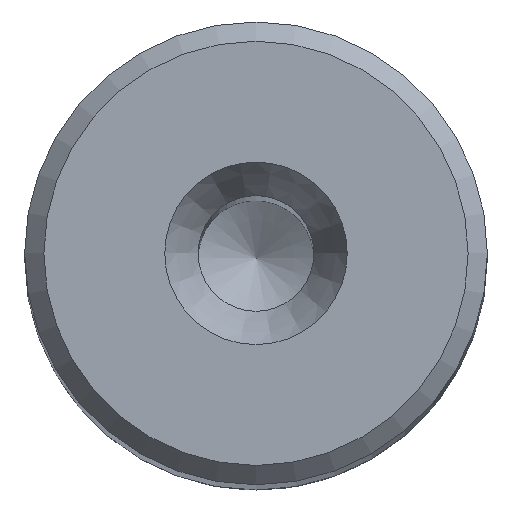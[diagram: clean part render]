
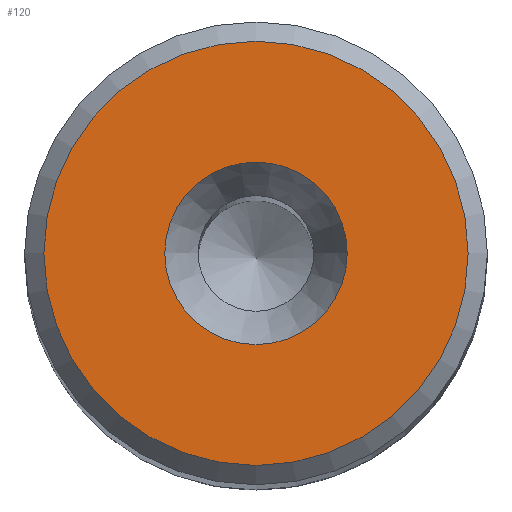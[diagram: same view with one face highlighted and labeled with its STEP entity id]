
A CAD part, top view. The second image highlights one B-rep face of the part: STEP entity #120.
In plain terms, the highlighted planar face has unit normal (0, 0, 1).
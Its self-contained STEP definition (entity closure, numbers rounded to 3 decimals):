
#42=PLANE('',#672);
#120=ADVANCED_FACE('',(#263,#264),#42,.F.);
#263=FACE_BOUND('',#358,.T.);
#264=FACE_BOUND('',#359,.T.);
#358=EDGE_LOOP('',(#452));
#359=EDGE_LOOP('',(#453));
#452=ORIENTED_EDGE('',*,*,#570,.T.);
#453=ORIENTED_EDGE('',*,*,#571,.T.);
#522=VERTEX_POINT('',#1211);
#523=VERTEX_POINT('',#1213);
#570=EDGE_CURVE('',#522,#522,#613,.T.);
#571=EDGE_CURVE('',#523,#523,#614,.T.);
#613=CIRCLE('',#670,5.5);
#614=CIRCLE('',#671,2.366);
#670=AXIS2_PLACEMENT_3D('',#1210,#815,#816);
#671=AXIS2_PLACEMENT_3D('',#1212,#817,#818);
#672=AXIS2_PLACEMENT_3D('',#1214,#819,#820);
#815=DIRECTION('',(0.,0.,1.));
#816=DIRECTION('',(-1.,0.,0.));
#817=DIRECTION('',(0.,0.,-1.));
#818=DIRECTION('',(-1.,0.,0.));
#819=DIRECTION('',(0.,0.,-1.));
#820=DIRECTION('',(-1.,0.,0.));
#1210=CARTESIAN_POINT('',(0.,0.,72.));
#1211=CARTESIAN_POINT('',(-5.5,0.,72.));
#1212=CARTESIAN_POINT('',(0.,0.,72.));
#1213=CARTESIAN_POINT('',(-2.366,0.,72.));
#1214=CARTESIAN_POINT('',(6.,0.,72.));
